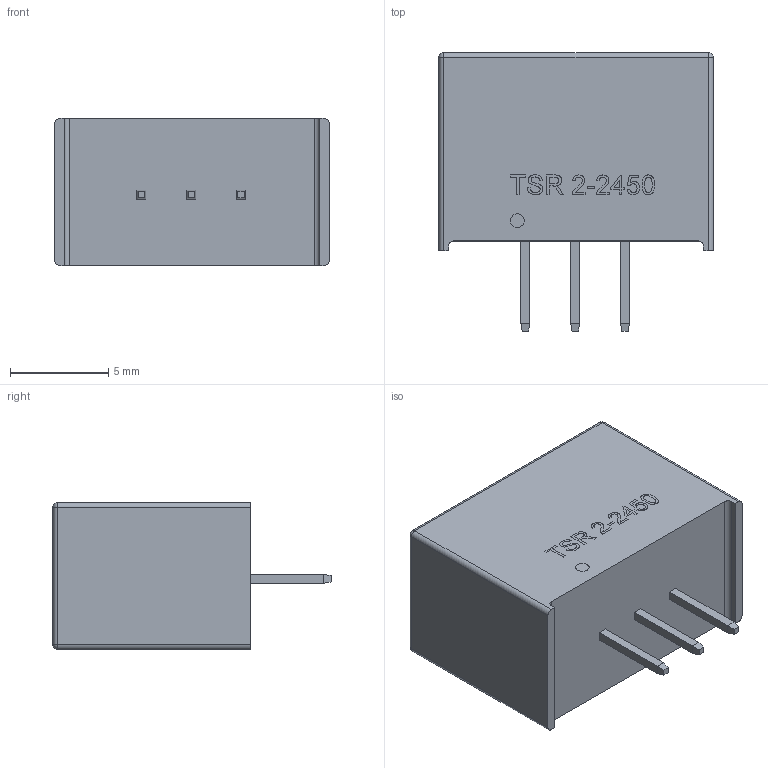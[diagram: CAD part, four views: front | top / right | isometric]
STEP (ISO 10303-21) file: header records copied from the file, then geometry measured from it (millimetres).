
FILE_DESCRIPTION (( 'STEP AP214' ), '1' );
FILE_NAME ('tsr2-2450STP.STEP', '2023-06-30T19:00:53', ( '' ), ( '' ), 'SwSTEP 2.0', 'SolidWorks 2022', '' );
FILE_SCHEMA (( 'AUTOMOTIVE_DESIGN' ));
Length unit declared in the file: millimetre
Products named in the file (1): tsr2-2450STP
Bounding box: 14 x 14.2 x 7.5 mm (x, y, z)
Volume: 1013.7 mm3; surface area: 653 mm2
Topology: 1 solids, 1 shells, 179 faces, 463 edges, 298 vertices
Faces by surface type: plane 104, bspline 59, cylinder 12, sphere 4
Entity records: 9222 total; most frequent: CARTESIAN_POINT 4628, ORIENTED_EDGE 918, DIRECTION 607, EDGE_CURVE 459, VECTOR 317, LINE 317, VERTEX_POINT 298, EDGE_LOOP 195
